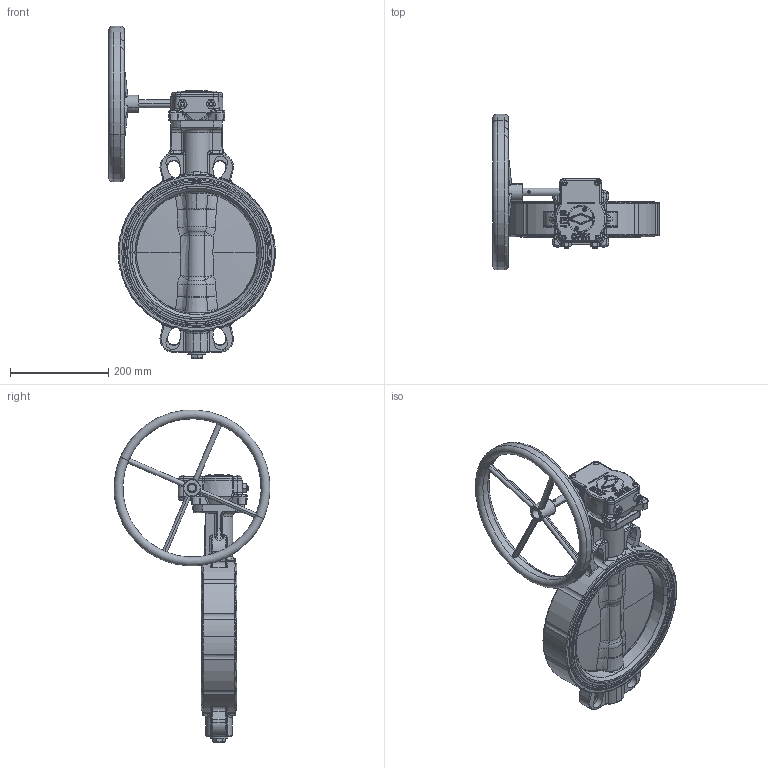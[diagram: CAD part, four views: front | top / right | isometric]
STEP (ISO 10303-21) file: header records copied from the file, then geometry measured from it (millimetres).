
FILE_DESCRIPTION (( 'STEP AP203' ), '1' );
FILE_NAME ('AK01_DN250_Getriebe.STEP', '2022-10-06T09:44:03', ( '' ), ( '' ), 'SwSTEP 2.0', 'SolidWorks 2021', '' );
FILE_SCHEMA (( 'CONFIG_CONTROL_DESIGN' ));
Length unit declared in the file: metre
Products named in the file (5): AK01_DN250_Getriebe; AK01_DN250-300_Getriebe mit Handrad; AK01_DN350_Getriebe - Handrad; AK01_DN250_OH; AK01_DN250-300_Getriebe
Assembly tree (4 placements, depth 3):
  AK01_DN250_Getriebe
    AK01_DN250-300_Getriebe mit Handrad
      AK01_DN350_Getriebe - Handrad
      AK01_DN250-300_Getriebe
    AK01_DN250_OH
Bounding box: 339.25 x 317.49 x 676.53 mm (x, y, z)
Volume: 4785757.2 mm3; surface area: 585036.6 mm2
Topology: 3 solids, 25 shells, 2734 faces, 6858 edges, 4208 vertices
Faces by surface type: plane 756, bspline 627, cylinder 537, torus 364, cone 324, sphere 126
Entity records: 132849 total; most frequent: CARTESIAN_POINT 72441, ORIENTED_EDGE 13518, DIRECTION 11056, EDGE_CURVE 6759, AXIS2_PLACEMENT_3D 4292, VERTEX_POINT 4205, EDGE_LOOP 2924, ADVANCED_FACE 2734
